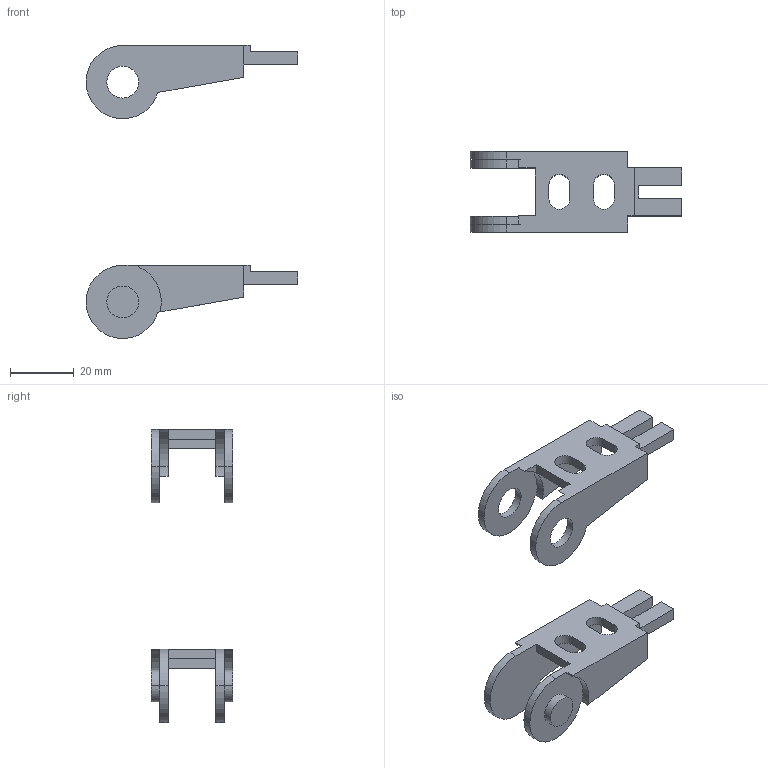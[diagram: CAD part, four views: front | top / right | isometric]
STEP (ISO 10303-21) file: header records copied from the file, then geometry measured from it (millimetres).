
FILE_DESCRIPTION(('STEP AP214'),'1');
FILE_NAME('cctmp_9CA4695A-C8A7-45AC-9526-B35CB57BF256_2024_06_13_19_51_35_0243_22368..stp','2024-06-13T17:51:35',('igus GmbH'),('CADClick - www.CADClick.com'),'Spatial InterOp 3D',' ','unknown authorization');
FILE_SCHEMA(('AUTOMOTIVE_DESIGN'));
Length unit declared in the file: millimetre
Products named in the file (2): 2024_06_13_19_51_35_0196; 2024_06_13_19_51_35_0243
Assembly tree (1 placements, depth 2):
  2024_06_13_19_51_35_0196
    2024_06_13_19_51_35_0243
Bounding box: 66.5 x 25.5 x 91.98 mm (x, y, z)
Volume: 15212.5 mm3; surface area: 11334.9 mm2
Topology: 2 solids, 2 shells, 92 faces, 254 edges, 168 vertices
Faces by surface type: plane 60, cylinder 32
Entity records: 3747 total; most frequent: CARTESIAN_POINT 516, ORIENTED_EDGE 508, DIRECTION 506, EDGE_CURVE 254, LINE 190, VECTOR 190, VERTEX_POINT 168, AXIS2_PLACEMENT_3D 158
